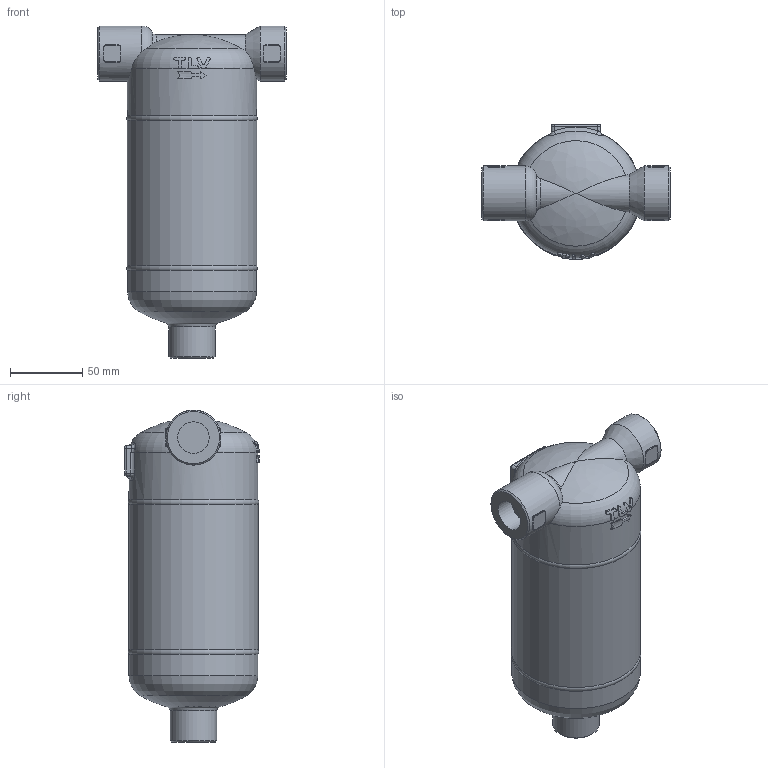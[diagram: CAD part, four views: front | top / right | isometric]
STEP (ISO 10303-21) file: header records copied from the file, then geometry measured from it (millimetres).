
FILE_DESCRIPTION((''),'2;1');
FILE_NAME('dc700-015-sw000-00.stp','2009-11-24T16:34:15',('nakaot'),(''),'Autodesk Inventor 2008','Autodesk Inventor 2008','');
FILE_SCHEMA(('AUTOMOTIVE_DESIGN { 1 0 10303 214 1 1 1 1 }'));
Length unit declared in the file: millimetre
Products named in the file (1): dc700-015-sw000-00
Bounding box: 130 x 93 x 229 mm (x, y, z)
Volume: 1224796.4 mm3; surface area: 73747.9 mm2
Topology: 1 solids, 1 shells, 206 faces, 518 edges, 306 vertices
Faces by surface type: cylinder 73, bspline 54, plane 48, torus 26, cone 4, sphere 1
Full cylindrical faces by diameter (mm): 32 x1, 38 x2, 89 x2, 89.1 x1
Entity records: 8646 total; most frequent: CARTESIAN_POINT 4151, ORIENTED_EDGE 950, DIRECTION 883, EDGE_CURVE 475, AXIS2_PLACEMENT_3D 367, VERTEX_POINT 299, EDGE_LOOP 234, FACE_OUTER_BOUND 206
